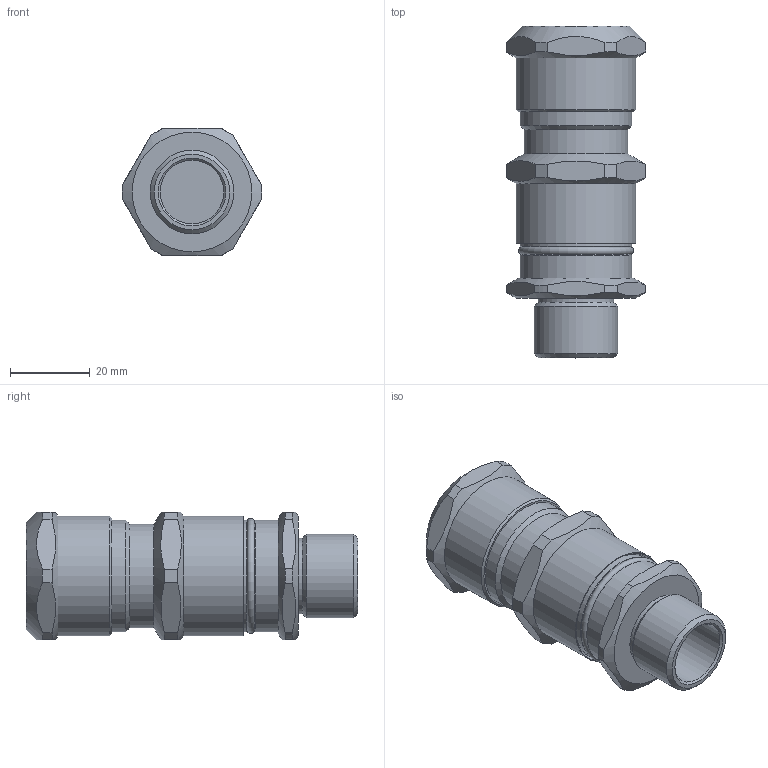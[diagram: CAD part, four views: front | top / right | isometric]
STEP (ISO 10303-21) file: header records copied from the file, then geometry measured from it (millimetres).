
FILE_DESCRIPTION(/* description */ (''),/* implementation_level */ '2;1');
FILE_NAME(/* name */ '',/* time_stamp */ '2025-07-08T09:56:07+07:00',/* author */ ('zeta-86'),/* organization */ (''),/* preprocessor_version */ 'ST-DEVELOPER v19.2',/* originating_system */ 'Autodesk Inventor 2024',/* authorisation */ '');
FILE_SCHEMA (('AUTOMOTIVE_DESIGN { 1 0 10303 214 3 1 1 }'));
Length unit declared in the file: millimetre
Products named in the file (1): zeta34616 ВКБ3-НС-G1)2-1
4-20
Bounding box: 34.99 x 83.3 x 32 mm (x, y, z)
Volume: 49999.3 mm3; surface area: 10652 mm2
Topology: 1 solids, 1 shells, 71 faces, 175 edges, 113 vertices
Faces by surface type: plane 39, cylinder 16, cone 14, torus 2
Full cylindrical faces by diameter (mm): 16 x1, 18.955 x1, 20.5 x1, 20.955 x1, 26 x1, 28 x3, 30 x2
Entity records: 2071 total; most frequent: CARTESIAN_POINT 488, ORIENTED_EDGE 350, DIRECTION 306, EDGE_CURVE 175, AXIS2_PLACEMENT_3D 123, VERTEX_POINT 113, EDGE_LOOP 78, FACE_OUTER_BOUND 71
